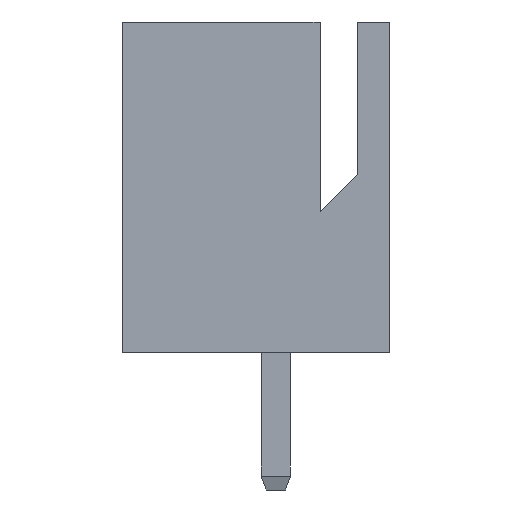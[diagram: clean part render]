
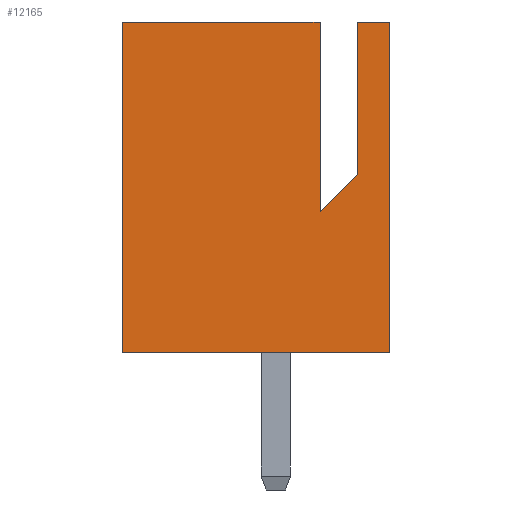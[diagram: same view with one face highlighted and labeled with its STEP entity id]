
A CAD part, left-side view. The second image highlights one B-rep face of the part: STEP entity #12165.
In plain terms, the highlighted planar face has unit normal (-1, 0, 0).
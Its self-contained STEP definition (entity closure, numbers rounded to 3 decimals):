
#715=ORIENTED_EDGE('',*,*,#3133,.T.);
#716=ORIENTED_EDGE('',*,*,#3134,.T.);
#717=ORIENTED_EDGE('',*,*,#3135,.T.);
#718=ORIENTED_EDGE('',*,*,#2928,.T.);
#719=ORIENTED_EDGE('',*,*,#3132,.F.);
#720=ORIENTED_EDGE('',*,*,#2935,.F.);
#721=ORIENTED_EDGE('',*,*,#2851,.T.);
#722=ORIENTED_EDGE('',*,*,#3136,.T.);
#2851=EDGE_CURVE('',#4102,#4101,#4885,.T.);
#2928=EDGE_CURVE('',#4125,#4174,#4962,.T.);
#2935=EDGE_CURVE('',#4102,#4180,#4969,.T.);
#3132=EDGE_CURVE('',#4180,#4174,#5166,.T.);
#3133=EDGE_CURVE('',#4327,#4328,#5167,.T.);
#3134=EDGE_CURVE('',#4328,#4329,#5168,.T.);
#3135=EDGE_CURVE('',#4329,#4125,#5169,.T.);
#3136=EDGE_CURVE('',#4101,#4327,#5170,.T.);
#4101=VERTEX_POINT('',#15132);
#4102=VERTEX_POINT('',#15134);
#4125=VERTEX_POINT('',#15188);
#4174=VERTEX_POINT('',#15287);
#4180=VERTEX_POINT('',#15302);
#4327=VERTEX_POINT('',#15684);
#4328=VERTEX_POINT('',#15685);
#4329=VERTEX_POINT('',#15687);
#4885=LINE('',#15133,#5871);
#4962=LINE('',#15288,#5948);
#4969=LINE('',#15301,#5955);
#5166=LINE('',#15681,#6152);
#5167=LINE('',#15683,#6153);
#5168=LINE('',#15686,#6154);
#5169=LINE('',#15688,#6155);
#5170=LINE('',#15689,#6156);
#5871=VECTOR('',#13169,1000.);
#5948=VECTOR('',#13256,1000.);
#5955=VECTOR('',#13265,1000.);
#6152=VECTOR('',#13534,1000.);
#6153=VECTOR('',#13537,1000.);
#6154=VECTOR('',#13538,1000.);
#6155=VECTOR('',#13539,1000.);
#6156=VECTOR('',#13540,1000.);
#6895=EDGE_LOOP('',(#715,#716,#717,#718,#719,#720,#721,#722));
#7449=FACE_BOUND('',#6895,.T.);
#8003=PLANE('',#12715);
#12165=ADVANCED_FACE('',(#7449),#8003,.T.);
#12715=AXIS2_PLACEMENT_3D('',#15682,#13535,#13536);
#13169=DIRECTION('',(0.,1.,0.));
#13256=DIRECTION('',(0.,0.,-1.));
#13265=DIRECTION('',(0.,0.,-1.));
#13534=DIRECTION('',(0.,1.,0.));
#13535=DIRECTION('',(-1.,0.,0.));
#13536=DIRECTION('',(0.,0.,1.));
#13537=DIRECTION('',(0.,0.707,-0.707));
#13538=DIRECTION('',(0.,0.,1.));
#13539=DIRECTION('',(0.,1.,0.));
#13540=DIRECTION('',(0.,0.,-1.));
#15132=CARTESIAN_POINT('',(-17.577,-1.778,7.214));
#15133=CARTESIAN_POINT('',(-17.577,-2.489,7.214));
#15134=CARTESIAN_POINT('',(-17.577,-2.489,7.214));
#15188=CARTESIAN_POINT('',(-17.577,3.353,7.214));
#15287=CARTESIAN_POINT('',(-17.577,3.353,0.));
#15288=CARTESIAN_POINT('',(-17.577,3.353,0.711));
#15301=CARTESIAN_POINT('',(-17.577,-2.489,0.711));
#15302=CARTESIAN_POINT('',(-17.577,-2.489,0.));
#15681=CARTESIAN_POINT('',(-17.577,-2.489,0.));
#15682=CARTESIAN_POINT('',(-17.577,-2.489,0.711));
#15683=CARTESIAN_POINT('',(-17.577,-1.778,3.886));
#15684=CARTESIAN_POINT('',(-17.577,-1.778,3.886));
#15685=CARTESIAN_POINT('',(-17.577,-0.965,3.073));
#15686=CARTESIAN_POINT('',(-17.577,-0.965,3.073));
#15687=CARTESIAN_POINT('',(-17.577,-0.965,7.214));
#15688=CARTESIAN_POINT('',(-17.577,-2.489,7.214));
#15689=CARTESIAN_POINT('',(-17.577,-1.778,7.214));
